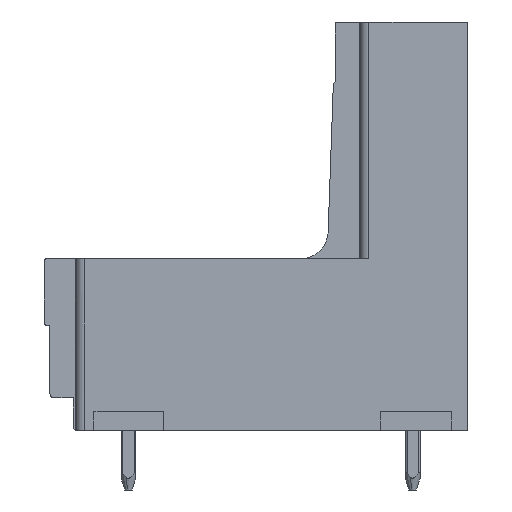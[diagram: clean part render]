
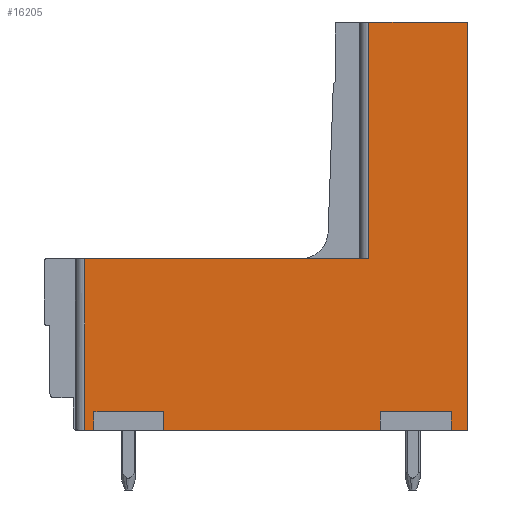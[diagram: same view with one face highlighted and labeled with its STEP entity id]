
A CAD part, left-side view. The second image highlights one B-rep face of the part: STEP entity #16205.
In plain terms, the highlighted planar face has unit normal (-1, 0, 0).
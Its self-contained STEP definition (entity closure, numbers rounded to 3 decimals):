
#16144=AXIS2_PLACEMENT_3D('Plane Axis2P3D',#16141,#16142,#16143) ;
#194=CARTESIAN_POINT('Vertex',(0.,0.,3.2)) ;
#197=CARTESIAN_POINT('Line Origine',(0.,0.435,3.2)) ;
#201=CARTESIAN_POINT('Vertex',(0.,0.87,3.2)) ;
#250=CARTESIAN_POINT('Vertex',(0.,4.69,3.2)) ;
#253=CARTESIAN_POINT('Line Origine',(0.,10.495,3.2)) ;
#257=CARTESIAN_POINT('Vertex',(0.,16.3,3.2)) ;
#278=CARTESIAN_POINT('Vertex',(0.,20.04,3.2)) ;
#281=CARTESIAN_POINT('Line Origine',(0.,20.29,3.2)) ;
#285=CARTESIAN_POINT('Vertex',(0.,20.54,3.2)) ;
#13816=CARTESIAN_POINT('Vertex',(0.,5.3,25.1)) ;
#13819=CARTESIAN_POINT('Line Origine',(0.,2.65,25.1)) ;
#13823=CARTESIAN_POINT('Vertex',(0.,0.,25.1)) ;
#15724=CARTESIAN_POINT('Line Origine',(0.,0.,14.15)) ;
#16061=CARTESIAN_POINT('Line Origine',(0.,20.54,14.15)) ;
#16065=CARTESIAN_POINT('Vertex',(0.,20.54,12.4)) ;
#16126=CARTESIAN_POINT('Vertex',(0.,5.3,12.4)) ;
#16129=CARTESIAN_POINT('Line Origine',(0.,5.3,14.15)) ;
#16141=CARTESIAN_POINT('Axis2P3D Location',(0.,0.,0.)) ;
#16146=CARTESIAN_POINT('Line Origine',(0.,12.92,12.4)) ;
#16151=CARTESIAN_POINT('Line Origine',(0.,20.04,3.7)) ;
#16155=CARTESIAN_POINT('Vertex',(0.,20.04,4.2)) ;
#16158=CARTESIAN_POINT('Line Origine',(0.,18.17,4.2)) ;
#16162=CARTESIAN_POINT('Vertex',(0.,16.3,4.2)) ;
#16165=CARTESIAN_POINT('Line Origine',(0.,16.3,3.7)) ;
#16170=CARTESIAN_POINT('Line Origine',(0.,4.69,3.7)) ;
#16174=CARTESIAN_POINT('Vertex',(0.,4.69,4.2)) ;
#16177=CARTESIAN_POINT('Line Origine',(0.,2.78,4.2)) ;
#16181=CARTESIAN_POINT('Vertex',(0.,0.87,4.2)) ;
#16184=CARTESIAN_POINT('Line Origine',(0.,0.87,3.7)) ;
#198=DIRECTION('Vector Direction',(0.,1.,0.)) ;
#254=DIRECTION('Vector Direction',(0.,1.,0.)) ;
#282=DIRECTION('Vector Direction',(0.,1.,0.)) ;
#13820=DIRECTION('Vector Direction',(0.,-1.,0.)) ;
#15725=DIRECTION('Vector Direction',(0.,0.,-1.)) ;
#16062=DIRECTION('Vector Direction',(0.,0.,1.)) ;
#16130=DIRECTION('Vector Direction',(0.,0.,1.)) ;
#16142=DIRECTION('Axis2P3D Direction',(-1.,0.,0.)) ;
#16143=DIRECTION('Axis2P3D XDirection',(0.,0.,1.)) ;
#16147=DIRECTION('Vector Direction',(0.,-1.,0.)) ;
#16152=DIRECTION('Vector Direction',(0.,0.,-1.)) ;
#16159=DIRECTION('Vector Direction',(0.,-1.,0.)) ;
#16166=DIRECTION('Vector Direction',(0.,0.,1.)) ;
#16171=DIRECTION('Vector Direction',(0.,0.,-1.)) ;
#16178=DIRECTION('Vector Direction',(0.,-1.,0.)) ;
#16185=DIRECTION('Vector Direction',(0.,0.,1.)) ;
#199=VECTOR('Line Direction',#198,1.) ;
#255=VECTOR('Line Direction',#254,1.) ;
#283=VECTOR('Line Direction',#282,1.) ;
#13821=VECTOR('Line Direction',#13820,1.) ;
#15726=VECTOR('Line Direction',#15725,1.) ;
#16063=VECTOR('Line Direction',#16062,1.) ;
#16131=VECTOR('Line Direction',#16130,1.) ;
#16148=VECTOR('Line Direction',#16147,1.) ;
#16153=VECTOR('Line Direction',#16152,1.) ;
#16160=VECTOR('Line Direction',#16159,1.) ;
#16167=VECTOR('Line Direction',#16166,1.) ;
#16172=VECTOR('Line Direction',#16171,1.) ;
#16179=VECTOR('Line Direction',#16178,1.) ;
#16186=VECTOR('Line Direction',#16185,1.) ;
#16190=ORIENTED_EDGE('',*,*,#16150,.F.) ;
#16191=ORIENTED_EDGE('',*,*,#16067,.T.) ;
#16192=ORIENTED_EDGE('',*,*,#287,.T.) ;
#16193=ORIENTED_EDGE('',*,*,#16157,.T.) ;
#16194=ORIENTED_EDGE('',*,*,#16164,.T.) ;
#16195=ORIENTED_EDGE('',*,*,#16169,.T.) ;
#16196=ORIENTED_EDGE('',*,*,#259,.T.) ;
#16197=ORIENTED_EDGE('',*,*,#16176,.T.) ;
#16198=ORIENTED_EDGE('',*,*,#16183,.T.) ;
#16199=ORIENTED_EDGE('',*,*,#16188,.T.) ;
#16200=ORIENTED_EDGE('',*,*,#203,.T.) ;
#16201=ORIENTED_EDGE('',*,*,#15728,.T.) ;
#16202=ORIENTED_EDGE('',*,*,#13825,.T.) ;
#16203=ORIENTED_EDGE('',*,*,#16133,.T.) ;
#16205=ADVANCED_FACE('HOUSING',(#16204),#16145,.T.) ;
#203=EDGE_CURVE('',#202,#195,#200,.F.) ;
#259=EDGE_CURVE('',#258,#251,#256,.F.) ;
#287=EDGE_CURVE('',#286,#279,#284,.F.) ;
#13825=EDGE_CURVE('',#13824,#13817,#13822,.F.) ;
#15728=EDGE_CURVE('',#195,#13824,#15727,.F.) ;
#16067=EDGE_CURVE('',#16066,#286,#16064,.F.) ;
#16133=EDGE_CURVE('',#13817,#16127,#16132,.F.) ;
#16150=EDGE_CURVE('',#16066,#16127,#16149,.T.) ;
#16157=EDGE_CURVE('',#279,#16156,#16154,.F.) ;
#16164=EDGE_CURVE('',#16156,#16163,#16161,.T.) ;
#16169=EDGE_CURVE('',#16163,#258,#16168,.F.) ;
#16176=EDGE_CURVE('',#251,#16175,#16173,.F.) ;
#16183=EDGE_CURVE('',#16175,#16182,#16180,.T.) ;
#16188=EDGE_CURVE('',#16182,#202,#16187,.F.) ;
#16189=EDGE_LOOP('',(#16190,#16191,#16192,#16193,#16194,#16195,#16196,#16197,#16198,#16199,#16200,#16201,#16202,#16203)) ;
#16204=FACE_OUTER_BOUND('',#16189,.T.) ;
#200=LINE('Line',#197,#199) ;
#256=LINE('Line',#253,#255) ;
#284=LINE('Line',#281,#283) ;
#13822=LINE('Line',#13819,#13821) ;
#15727=LINE('Line',#15724,#15726) ;
#16064=LINE('Line',#16061,#16063) ;
#16132=LINE('Line',#16129,#16131) ;
#16149=LINE('Line',#16146,#16148) ;
#16154=LINE('Line',#16151,#16153) ;
#16161=LINE('Line',#16158,#16160) ;
#16168=LINE('Line',#16165,#16167) ;
#16173=LINE('Line',#16170,#16172) ;
#16180=LINE('Line',#16177,#16179) ;
#16187=LINE('Line',#16184,#16186) ;
#16145=PLANE('',#16144) ;
#195=VERTEX_POINT('',#194) ;
#202=VERTEX_POINT('',#201) ;
#251=VERTEX_POINT('',#250) ;
#258=VERTEX_POINT('',#257) ;
#279=VERTEX_POINT('',#278) ;
#286=VERTEX_POINT('',#285) ;
#13817=VERTEX_POINT('',#13816) ;
#13824=VERTEX_POINT('',#13823) ;
#16066=VERTEX_POINT('',#16065) ;
#16127=VERTEX_POINT('',#16126) ;
#16156=VERTEX_POINT('',#16155) ;
#16163=VERTEX_POINT('',#16162) ;
#16175=VERTEX_POINT('',#16174) ;
#16182=VERTEX_POINT('',#16181) ;
